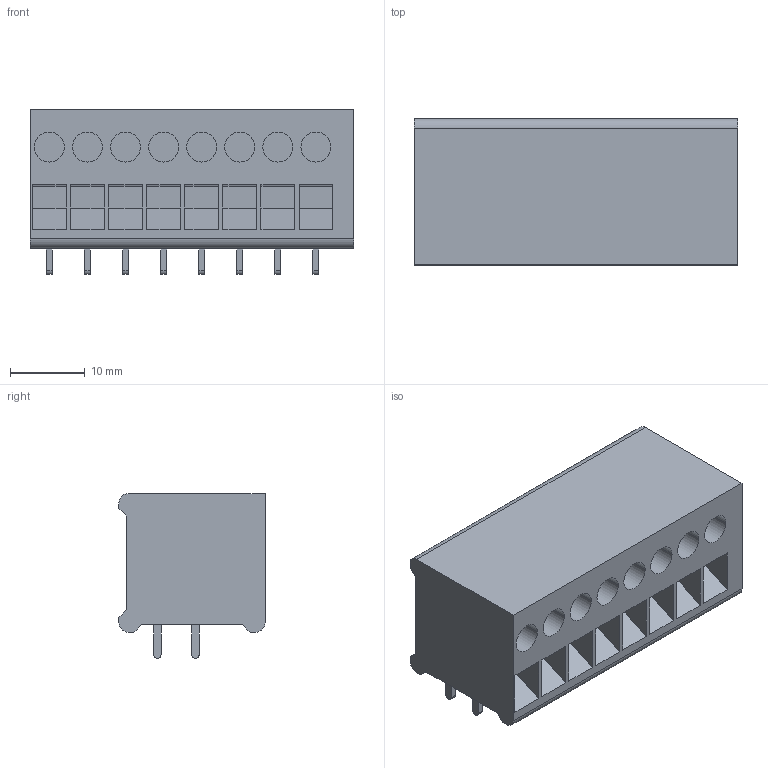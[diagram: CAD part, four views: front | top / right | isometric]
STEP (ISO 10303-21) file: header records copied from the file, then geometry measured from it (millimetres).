
FILE_DESCRIPTION(('CATIA V5 STEP Exchange','CAx-IF Rec.Pracs.--- Model Styling and Organization---1.2---2011-12-15'),'2;1');
FILE_NAME ('D1446064_0_0594060000_0594060000.stp','2018-11-24T09:27:48+00:00',('none'),('Weidmueller'),'CATIA Version 5-6 Release 2014','CATIA V5 STEP AP214','none');
FILE_SCHEMA(('AUTOMOTIVE_DESIGN { 1 0 10303 214 1 1 1 1 }'));
Length unit declared in the file: millimetre
Products named in the file (1): 0594060000
Bounding box: 43.14 x 19.5 x 22 mm (x, y, z)
Volume: 12635.6 mm3; surface area: 5490.4 mm2
Topology: 17 solids, 17 shells, 186 faces, 405 edges, 270 vertices
Faces by surface type: plane 147, cylinder 39
Entity records: 4747 total; most frequent: CARTESIAN_POINT 815, ORIENTED_EDGE 810, DIRECTION 683, EDGE_CURVE 405, VECTOR 327, LINE 327, VERTEX_POINT 270, AXIS2_PLACEMENT_3D 218
